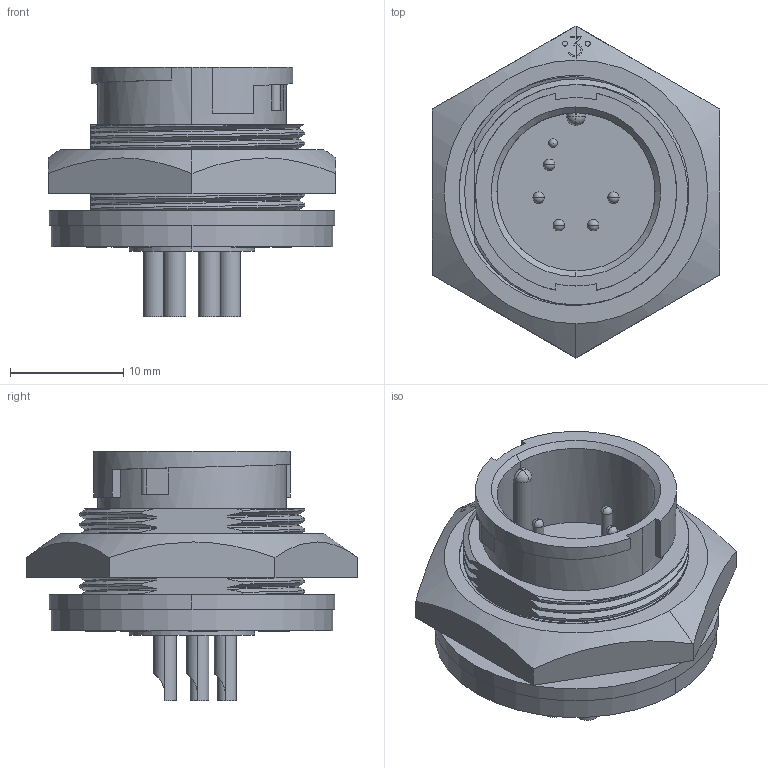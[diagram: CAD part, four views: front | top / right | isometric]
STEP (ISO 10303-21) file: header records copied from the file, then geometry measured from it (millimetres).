
FILE_DESCRIPTION (( 'STEP AP203' ), '1' );
FILE_NAME ('4282-XPG-300.STEP', '2018-07-06T18:07:26', ( '' ), ( '' ), 'SwSTEP 2.0', 'SolidWorks 2017', '' );
FILE_SCHEMA (( 'CONFIG_CONTROL_DESIGN' ));
Length unit declared in the file: inch
Products named in the file (1): 4282-XPG-300
Bounding box: 25.4 x 29.33 x 22.07 mm (x, y, z)
Volume: 4635.8 mm3; surface area: 4087.5 mm2
Topology: 2 solids, 2 shells, 385 faces, 1054 edges, 692 vertices
Faces by surface type: plane 162, bspline 104, cylinder 92, cone 14, sphere 11, torus 2
Entity records: 22247 total; most frequent: CARTESIAN_POINT 13667, ORIENTED_EDGE 2064, DIRECTION 1293, EDGE_CURVE 1032, VERTEX_POINT 681, LINE 523, VECTOR 523, EDGE_LOOP 417
